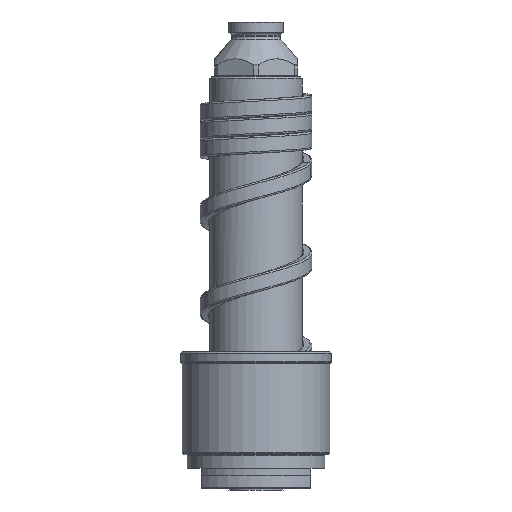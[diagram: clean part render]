
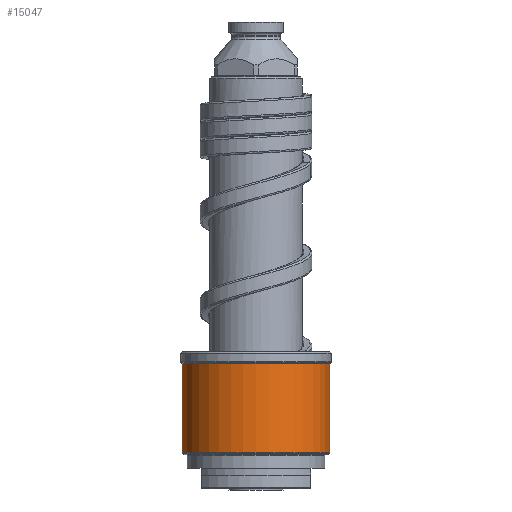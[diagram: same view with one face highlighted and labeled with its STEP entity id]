
A CAD part, front view. The second image highlights one B-rep face of the part: STEP entity #15047.
In plain terms, the highlighted cylindrical face has radius 21.5 mm (diameter 43 mm), a partial arc.
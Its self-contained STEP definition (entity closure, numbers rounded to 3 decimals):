
#5717=CARTESIAN_POINT('',(0.,0.,10.583));
#5718=DIRECTION('',(0.,0.,1.));
#5719=DIRECTION('',(-1.,0.,0.));
#5720=AXIS2_PLACEMENT_3D('',#5717,#5718,#5719);
#5722=DIRECTION('',(0.,0.,-1.));
#5723=VECTOR('',#5722,25.834);
#5724=CARTESIAN_POINT('',(-21.5,0.,36.417));
#5725=LINE('',#5724,#5723);
#5726=CARTESIAN_POINT('',(0.,0.,36.417));
#5727=DIRECTION('',(0.,0.,1.));
#5728=DIRECTION('',(-1.,0.,0.));
#5729=AXIS2_PLACEMENT_3D('',#5726,#5727,#5728);
#5731=DIRECTION('',(0.,0.,-1.));
#5732=VECTOR('',#5731,25.834);
#5733=CARTESIAN_POINT('',(21.5,0.,36.417));
#5734=LINE('',#5733,#5732);
#6074=CARTESIAN_POINT('',(21.5,0.,36.417));
#6075=CARTESIAN_POINT('',(-21.5,0.,36.417));
#6076=VERTEX_POINT('',#6074);
#6077=VERTEX_POINT('',#6075);
#6100=CARTESIAN_POINT('',(21.5,0.,10.583));
#6101=VERTEX_POINT('',#6100);
#6102=CARTESIAN_POINT('',(-21.5,0.,10.583));
#6103=VERTEX_POINT('',#6102);
#15035=CARTESIAN_POINT('',(0.,0.,8.5));
#15036=DIRECTION('',(0.,0.,1.));
#15037=DIRECTION('',(-1.,0.,0.));
#15038=AXIS2_PLACEMENT_3D('',#15035,#15036,#15037);
#15039=CYLINDRICAL_SURFACE('',#15038,21.5);
#15040=ORIENTED_EDGE('',*,*,#13502,.F.);
#15041=ORIENTED_EDGE('',*,*,#13483,.F.);
#15043=ORIENTED_EDGE('',*,*,#15042,.T.);
#15044=ORIENTED_EDGE('',*,*,#13479,.T.);
#15045=EDGE_LOOP('',(#15040,#15041,#15043,#15044));
#15046=FACE_OUTER_BOUND('',#15045,.F.);
#5721=CIRCLE('',#5720,21.5);
#5730=CIRCLE('',#5729,21.5);
#13479=EDGE_CURVE('',#6076,#6101,#5734,.T.);
#13483=EDGE_CURVE('',#6077,#6103,#5725,.T.);
#13502=EDGE_CURVE('',#6103,#6101,#5721,.T.);
#15042=EDGE_CURVE('',#6077,#6076,#5730,.T.);
#15047=ADVANCED_FACE('',(#15046),#15039,.T.);
